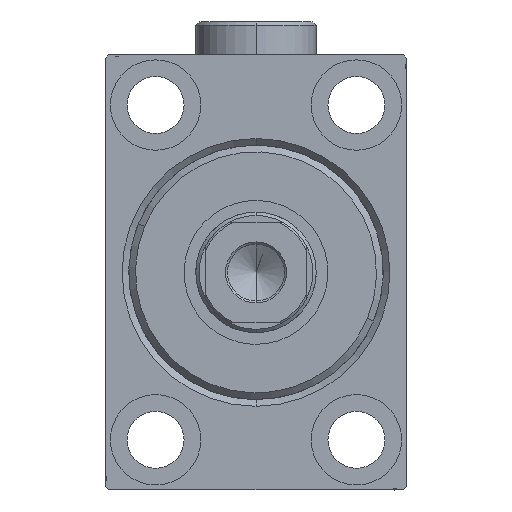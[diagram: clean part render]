
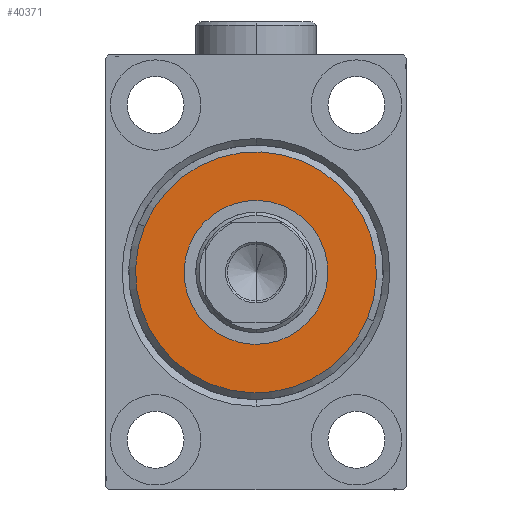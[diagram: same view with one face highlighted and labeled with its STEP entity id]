
A CAD part, left-side view. The second image highlights one B-rep face of the part: STEP entity #40371.
In plain terms, the highlighted face is planar.
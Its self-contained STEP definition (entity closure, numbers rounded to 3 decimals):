
#1536 = AXIS2_PLACEMENT_3D ( 'NONE', #9968, #16596, #23907 ) ;
#1551 = DIRECTION ( 'NONE',  ( 0., 0., -1. ) ) ;
#2930 = VERTEX_POINT ( 'NONE', #19050 ) ;
#4418 = CIRCLE ( 'NONE', #21946, 10.75 ) ;
#4859 = EDGE_CURVE ( 'NONE', #24931, #2930, #11450, .T. ) ;
#7167 = DIRECTION ( 'NONE',  ( 1., 0., 0. ) ) ;
#9968 = CARTESIAN_POINT ( 'NONE',  ( 3., 0., 0. ) ) ;
#11271 = FACE_OUTER_BOUND ( 'NONE', #25354, .T. ) ;
#11450 = CIRCLE ( 'NONE', #19510, 10.75 ) ;
#14504 = CARTESIAN_POINT ( 'NONE',  ( 3., 0., 0. ) ) ;
#14690 = CIRCLE ( 'NONE', #1536, 18. ) ;
#15788 = EDGE_CURVE ( 'NONE', #19638, #24886, #40829, .T. ) ;
#16596 = DIRECTION ( 'NONE',  ( 1., 0., 0. ) ) ;
#18158 = DIRECTION ( 'NONE',  ( 1., 0., 0. ) ) ;
#18628 = CARTESIAN_POINT ( 'NONE',  ( 3., 0., -10.75 ) ) ;
#18798 = ORIENTED_EDGE ( 'NONE', *, *, #15788, .T. ) ;
#18851 = DIRECTION ( 'NONE',  ( 0., 0., -1. ) ) ;
#19050 = CARTESIAN_POINT ( 'NONE',  ( 3., 0., 10.75 ) ) ;
#19510 = AXIS2_PLACEMENT_3D ( 'NONE', #41566, #32878, #1551 ) ;
#19638 = VERTEX_POINT ( 'NONE', #20248 ) ;
#20022 = ORIENTED_EDGE ( 'NONE', *, *, #43000, .T. ) ;
#20248 = CARTESIAN_POINT ( 'NONE',  ( 3., 0., 18. ) ) ;
#21337 = FACE_BOUND ( 'NONE', #25875, .T. ) ;
#21791 = DIRECTION ( 'NONE',  ( 0., 0., -1. ) ) ;
#21946 = AXIS2_PLACEMENT_3D ( 'NONE', #43988, #22969, #18851 ) ;
#22073 = CARTESIAN_POINT ( 'NONE',  ( 3., 0., -18. ) ) ;
#22969 = DIRECTION ( 'NONE',  ( -1., 0., 0. ) ) ;
#23533 = ORIENTED_EDGE ( 'NONE', *, *, #4859, .T. ) ;
#23907 = DIRECTION ( 'NONE',  ( 0., 0., -1. ) ) ;
#24786 = AXIS2_PLACEMENT_3D ( 'NONE', #42581, #7167, #21791 ) ;
#24886 = VERTEX_POINT ( 'NONE', #22073 ) ;
#24931 = VERTEX_POINT ( 'NONE', #18628 ) ;
#25354 = EDGE_LOOP ( 'NONE', ( #18798, #34584 ) ) ;
#25875 = EDGE_LOOP ( 'NONE', ( #20022, #23533 ) ) ;
#32878 = DIRECTION ( 'NONE',  ( -1., 0., 0. ) ) ;
#34584 = ORIENTED_EDGE ( 'NONE', *, *, #45109, .T. ) ;
#35276 = PLANE ( 'NONE',  #24786 ) ;
#36424 = AXIS2_PLACEMENT_3D ( 'NONE', #14504, #18158, #38733 ) ;
#38733 = DIRECTION ( 'NONE',  ( 0., 0., -1. ) ) ;
#40371 = ADVANCED_FACE ( 'NONE', ( #11271, #21337 ), #35276, .T. ) ;
#40829 = CIRCLE ( 'NONE', #36424, 18. ) ;
#41566 = CARTESIAN_POINT ( 'NONE',  ( 3., 0., 0. ) ) ;
#42581 = CARTESIAN_POINT ( 'NONE',  ( 3., 0., 0. ) ) ;
#43000 = EDGE_CURVE ( 'NONE', #2930, #24931, #4418, .T. ) ;
#43988 = CARTESIAN_POINT ( 'NONE',  ( 3., 0., 0. ) ) ;
#45109 = EDGE_CURVE ( 'NONE', #24886, #19638, #14690, .T. ) ;
